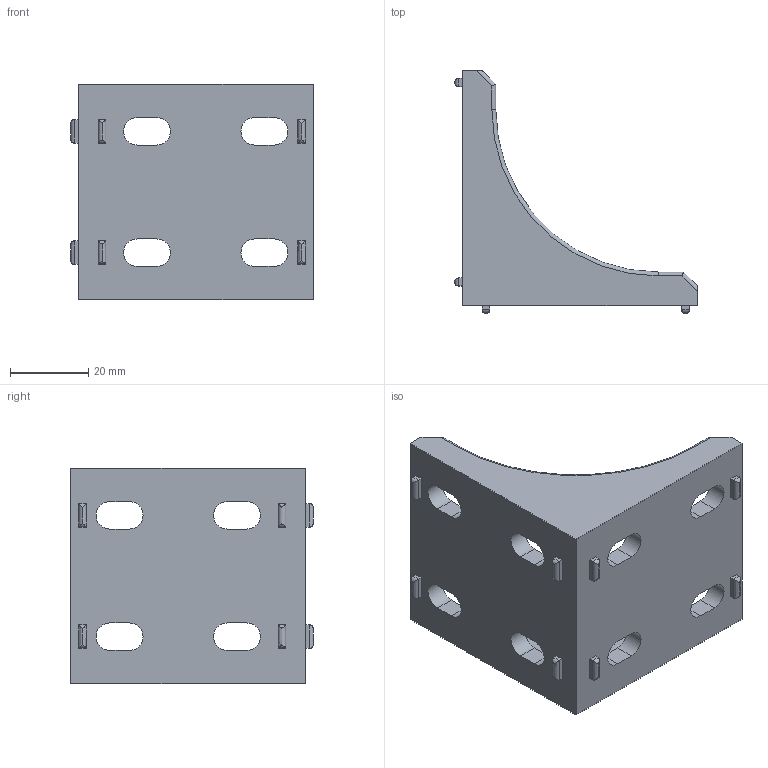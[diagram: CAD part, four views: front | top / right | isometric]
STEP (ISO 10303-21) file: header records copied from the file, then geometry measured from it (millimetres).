
FILE_DESCRIPTION((''),'2;1');
FILE_NAME('DCB5560-6.stp','2009-08-31T16:01:31',('Administrator'),(''),'Autodesk Inventor 2008','Autodesk Inventor 2008','');
FILE_SCHEMA(('AUTOMOTIVE_DESIGN { 1 0 10303 214 1 1 1 1 }'));
Length unit declared in the file: millimetre
Products named in the file (1): DCB5560-6
Bounding box: 62 x 62 x 55 mm (x, y, z)
Volume: 34598.1 mm3; surface area: 17203.8 mm2
Topology: 1 solids, 1 shells, 140 faces, 346 edges, 216 vertices
Faces by surface type: bspline 66, plane 37, cylinder 35, torus 2
Entity records: 4703 total; most frequent: CARTESIAN_POINT 1481, ORIENTED_EDGE 692, DIRECTION 600, EDGE_CURVE 346, VECTOR 238, LINE 238, VERTEX_POINT 216, AXIS2_PLACEMENT_3D 181
